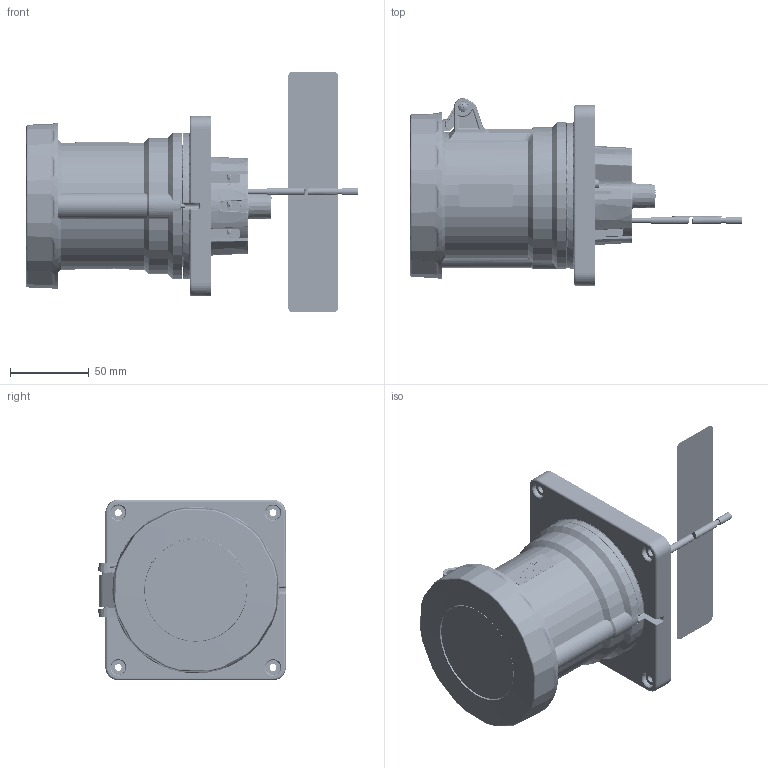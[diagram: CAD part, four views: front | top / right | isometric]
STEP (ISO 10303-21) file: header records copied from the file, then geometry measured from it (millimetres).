
FILE_DESCRIPTION (( 'STEP AP214' ), '1' );
FILE_NAME ('ORC6515-M01.STEP', '2025-06-30T18:29:46', ( '' ), ( '' ), 'SwSTEP 2.0', 'SolidWorks 2024', '' );
FILE_SCHEMA (( 'AUTOMOTIVE_DESIGN' ));
Length unit declared in the file: inch
Products named in the file (1): ORC6515-M01
Bounding box: 210.28 x 118.9 x 152.4 mm (x, y, z)
Volume: 593878.7 mm3; surface area: 297903 mm2
Topology: 38 solids, 44 shells, 8446 faces, 22636 edges, 14147 vertices
Faces by surface type: plane 2826, bspline 1939, cylinder 1739, torus 1055, cone 581, sphere 306
Entity records: 381907 total; most frequent: CARTESIAN_POINT 193868, ORIENTED_EDGE 44806, DIRECTION 31383, EDGE_CURVE 22403, VERTEX_POINT 14147, AXIS2_PLACEMENT_3D 11411, EDGE_LOOP 8914, LINE 8561
